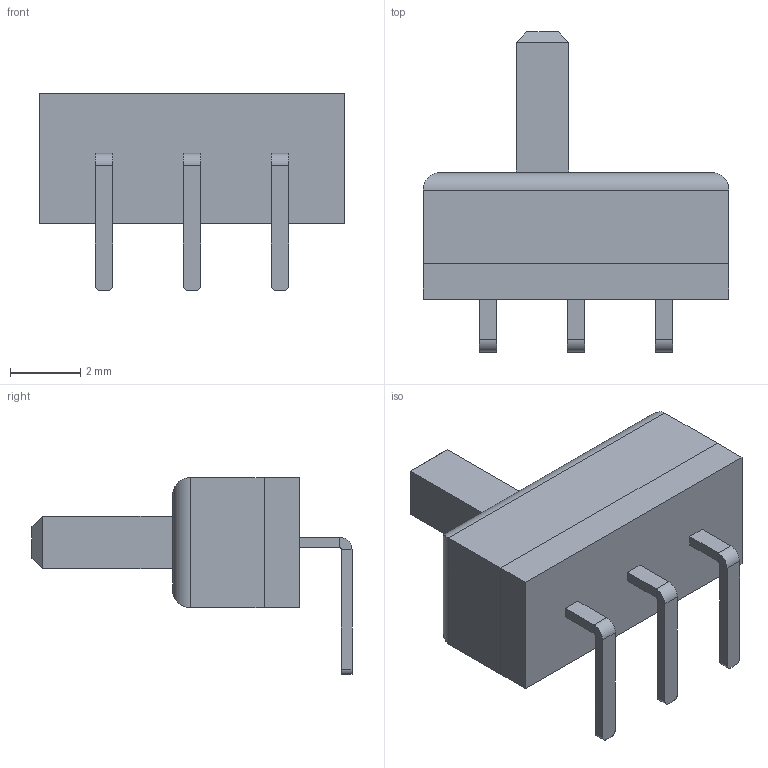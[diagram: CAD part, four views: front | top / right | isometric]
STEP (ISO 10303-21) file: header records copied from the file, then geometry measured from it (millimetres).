
FILE_DESCRIPTION(('FreeCAD Model'),'2;1');
FILE_NAME('Open CASCADE Shape Model','2024-08-18T19:39:05',(''),(''), 'Open CASCADE STEP processor 7.6','FreeCAD','Unknown');
FILE_SCHEMA(('AUTOMOTIVE_DESIGN { 1 0 10303 214 1 1 1 1 }'));
Length unit declared in the file: millimetre
Products named in the file (7): Unnamed; Würfel; Fusion; Fillet; Fillet001; Fillet002; Fillet003
Assembly tree (6 placements, depth 2):
  Unnamed
    Würfel
    Fusion
    Fillet
    Fillet001
    Fillet002
    Fillet003
Bounding box: 8.7 x 9.1 x 5.6 mm (x, y, z)
Volume: 124.1 mm3; surface area: 288.6 mm2
Topology: 6 solids, 6 shells, 87 faces, 186 edges, 112 vertices
Faces by surface type: plane 71, cylinder 16
Entity records: 2452 total; most frequent: DIRECTION 402, CARTESIAN_POINT 392, ORIENTED_EDGE 372, EDGE_CURVE 186, LINE 158, VECTOR 158, AXIS2_PLACEMENT_3D 122, VERTEX_POINT 112
